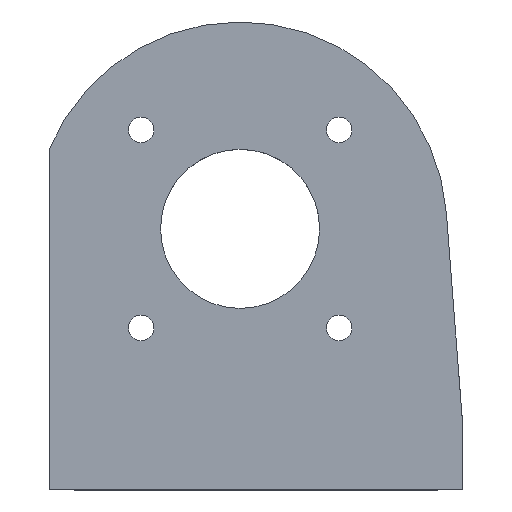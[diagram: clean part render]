
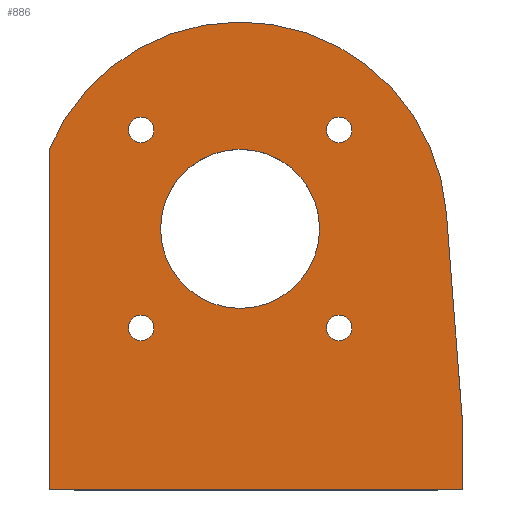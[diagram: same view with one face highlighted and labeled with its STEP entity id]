
A CAD part, top view. The second image highlights one B-rep face of the part: STEP entity #886.
In plain terms, the highlighted planar face has unit normal (0, 0, 1).
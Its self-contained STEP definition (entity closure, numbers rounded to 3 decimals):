
#94=CARTESIAN_POINT('',(0.,41.,7.));
#95=DIRECTION('',(0.,0.,-1.));
#96=DIRECTION('',(1.,0.,0.));
#97=AXIS2_PLACEMENT_3D('',#94,#95,#96);
#99=CARTESIAN_POINT('',(0.,41.,7.));
#100=DIRECTION('',(0.,0.,-1.));
#101=DIRECTION('',(-1.,0.,0.));
#102=AXIS2_PLACEMENT_3D('',#99,#100,#101);
#104=CARTESIAN_POINT('',(-15.556,56.556,7.));
#105=DIRECTION('',(0.,0.,1.));
#106=DIRECTION('',(1.,0.,0.));
#107=AXIS2_PLACEMENT_3D('',#104,#105,#106);
#109=CARTESIAN_POINT('',(-15.556,56.556,7.));
#110=DIRECTION('',(0.,0.,1.));
#111=DIRECTION('',(-1.,0.,0.));
#112=AXIS2_PLACEMENT_3D('',#109,#110,#111);
#114=CARTESIAN_POINT('',(15.556,56.556,7.));
#115=DIRECTION('',(0.,0.,1.));
#116=DIRECTION('',(1.,0.,0.));
#117=AXIS2_PLACEMENT_3D('',#114,#115,#116);
#119=CARTESIAN_POINT('',(15.556,56.556,7.));
#120=DIRECTION('',(0.,0.,1.));
#121=DIRECTION('',(-1.,0.,0.));
#122=AXIS2_PLACEMENT_3D('',#119,#120,#121);
#124=CARTESIAN_POINT('',(15.556,25.444,7.));
#125=DIRECTION('',(0.,0.,1.));
#126=DIRECTION('',(1.,0.,0.));
#127=AXIS2_PLACEMENT_3D('',#124,#125,#126);
#129=CARTESIAN_POINT('',(15.556,25.444,7.));
#130=DIRECTION('',(0.,0.,1.));
#131=DIRECTION('',(-1.,0.,0.));
#132=AXIS2_PLACEMENT_3D('',#129,#130,#131);
#134=CARTESIAN_POINT('',(-15.556,25.444,7.));
#135=DIRECTION('',(0.,0.,1.));
#136=DIRECTION('',(1.,0.,0.));
#137=AXIS2_PLACEMENT_3D('',#134,#135,#136);
#139=CARTESIAN_POINT('',(-15.556,25.444,7.));
#140=DIRECTION('',(0.,0.,1.));
#141=DIRECTION('',(-1.,0.,0.));
#142=AXIS2_PLACEMENT_3D('',#139,#140,#141);
#144=CARTESIAN_POINT('',(0.,41.,7.));
#145=DIRECTION('',(0.,0.,1.));
#146=DIRECTION('',(0.997,0.077,0.));
#147=AXIS2_PLACEMENT_3D('',#144,#145,#146);
#149=DIRECTION('',(-0.077,0.997,0.));
#150=VECTOR('',#149,33.612);
#151=CARTESIAN_POINT('',(35.,10.,7.));
#152=LINE('',#151,#150);
#153=DIRECTION('',(0.,1.,0.));
#154=VECTOR('',#153,10.);
#155=CARTESIAN_POINT('',(35.,0.,7.));
#156=LINE('',#155,#154);
#157=DIRECTION('',(-1.,0.,0.));
#158=VECTOR('',#157,65.);
#159=CARTESIAN_POINT('',(35.,0.,7.));
#160=LINE('',#159,#158);
#161=DIRECTION('',(0.,1.,0.));
#162=VECTOR('',#161,53.5);
#163=CARTESIAN_POINT('',(-30.,0.,7.));
#164=LINE('',#163,#162);
#619=CARTESIAN_POINT('',(12.5,41.,7.));
#620=CARTESIAN_POINT('',(-12.5,41.,7.));
#621=VERTEX_POINT('',#619);
#622=VERTEX_POINT('',#620);
#623=CARTESIAN_POINT('',(-13.556,56.556,7.));
#624=CARTESIAN_POINT('',(-17.556,56.556,7.));
#625=VERTEX_POINT('',#623);
#626=VERTEX_POINT('',#624);
#627=CARTESIAN_POINT('',(17.556,56.556,7.));
#628=CARTESIAN_POINT('',(13.556,56.556,7.));
#629=VERTEX_POINT('',#627);
#630=VERTEX_POINT('',#628);
#631=CARTESIAN_POINT('',(17.556,25.444,7.));
#632=CARTESIAN_POINT('',(13.556,25.444,7.));
#633=VERTEX_POINT('',#631);
#634=VERTEX_POINT('',#632);
#635=CARTESIAN_POINT('',(-13.556,25.444,7.));
#636=CARTESIAN_POINT('',(-17.556,25.444,7.));
#637=VERTEX_POINT('',#635);
#638=VERTEX_POINT('',#636);
#687=CARTESIAN_POINT('',(-30.,0.,7.));
#688=CARTESIAN_POINT('',(-30.,53.5,7.));
#689=VERTEX_POINT('',#687);
#690=VERTEX_POINT('',#688);
#693=CARTESIAN_POINT('',(35.,0.,7.));
#694=VERTEX_POINT('',#693);
#702=CARTESIAN_POINT('',(32.403,43.511,7.));
#704=VERTEX_POINT('',#702);
#705=CARTESIAN_POINT('',(35.,10.,7.));
#706=VERTEX_POINT('',#705);
#841=CARTESIAN_POINT('',(0.,0.,7.));
#842=DIRECTION('',(0.,0.,1.));
#843=DIRECTION('',(1.,0.,0.));
#844=AXIS2_PLACEMENT_3D('',#841,#842,#843);
#845=PLANE('',#844);
#847=ORIENTED_EDGE('',*,*,#846,.F.);
#849=ORIENTED_EDGE('',*,*,#848,.F.);
#851=ORIENTED_EDGE('',*,*,#850,.F.);
#853=ORIENTED_EDGE('',*,*,#852,.T.);
#855=ORIENTED_EDGE('',*,*,#854,.T.);
#856=EDGE_LOOP('',(#847,#849,#851,#853,#855));
#857=FACE_OUTER_BOUND('',#856,.F.);
#859=ORIENTED_EDGE('',*,*,#858,.T.);
#861=ORIENTED_EDGE('',*,*,#860,.T.);
#862=EDGE_LOOP('',(#859,#861));
#863=FACE_BOUND('',#862,.F.);
#865=ORIENTED_EDGE('',*,*,#864,.T.);
#867=ORIENTED_EDGE('',*,*,#866,.T.);
#868=EDGE_LOOP('',(#865,#867));
#869=FACE_BOUND('',#868,.F.);
#871=ORIENTED_EDGE('',*,*,#870,.T.);
#873=ORIENTED_EDGE('',*,*,#872,.T.);
#874=EDGE_LOOP('',(#871,#873));
#875=FACE_BOUND('',#874,.F.);
#877=ORIENTED_EDGE('',*,*,#876,.T.);
#879=ORIENTED_EDGE('',*,*,#878,.T.);
#880=EDGE_LOOP('',(#877,#879));
#881=FACE_BOUND('',#880,.F.);
#882=ORIENTED_EDGE('',*,*,#821,.F.);
#883=ORIENTED_EDGE('',*,*,#835,.F.);
#884=EDGE_LOOP('',(#882,#883));
#885=FACE_BOUND('',#884,.F.);
#886=ADVANCED_FACE('',(#857,#863,#869,#875,#881,#885),#845,.T.);
#98=CIRCLE('',#97,12.5);
#103=CIRCLE('',#102,12.5);
#108=CIRCLE('',#107,2.);
#113=CIRCLE('',#112,2.);
#118=CIRCLE('',#117,2.);
#123=CIRCLE('',#122,2.);
#128=CIRCLE('',#127,2.);
#133=CIRCLE('',#132,2.);
#138=CIRCLE('',#137,2.);
#143=CIRCLE('',#142,2.);
#148=CIRCLE('',#147,32.5);
#821=EDGE_CURVE('',#621,#622,#98,.T.);
#835=EDGE_CURVE('',#622,#621,#103,.T.);
#846=EDGE_CURVE('',#704,#690,#148,.T.);
#848=EDGE_CURVE('',#706,#704,#152,.T.);
#850=EDGE_CURVE('',#694,#706,#156,.T.);
#852=EDGE_CURVE('',#694,#689,#160,.T.);
#854=EDGE_CURVE('',#689,#690,#164,.T.);
#858=EDGE_CURVE('',#625,#626,#108,.T.);
#860=EDGE_CURVE('',#626,#625,#113,.T.);
#864=EDGE_CURVE('',#629,#630,#118,.T.);
#866=EDGE_CURVE('',#630,#629,#123,.T.);
#870=EDGE_CURVE('',#633,#634,#128,.T.);
#872=EDGE_CURVE('',#634,#633,#133,.T.);
#876=EDGE_CURVE('',#637,#638,#138,.T.);
#878=EDGE_CURVE('',#638,#637,#143,.T.);
